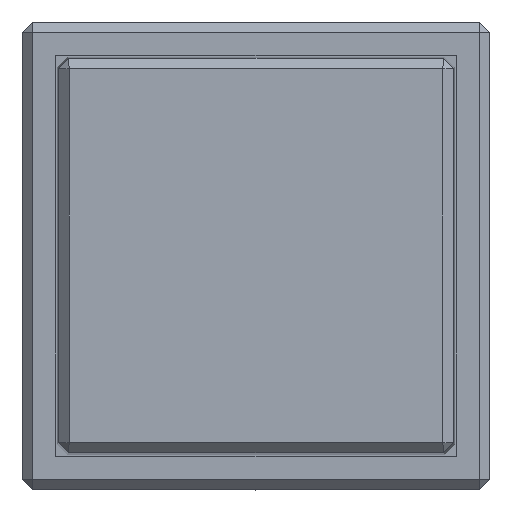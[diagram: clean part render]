
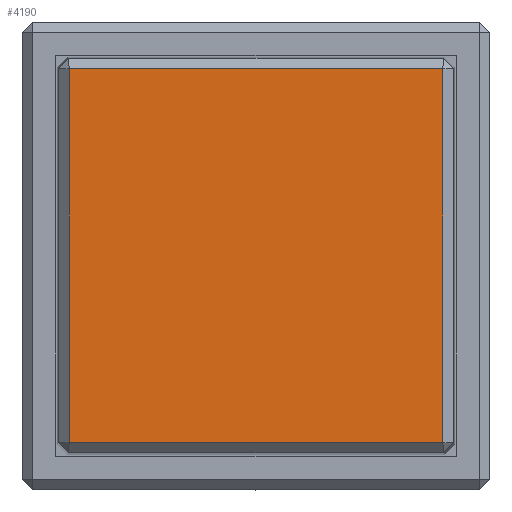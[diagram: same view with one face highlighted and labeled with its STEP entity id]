
A CAD part, top view. The second image highlights one B-rep face of the part: STEP entity #4190.
In plain terms, the highlighted planar face has unit normal (0, 0, 1).
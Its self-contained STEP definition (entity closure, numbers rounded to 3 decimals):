
#50 = VECTOR ( 'NONE', #174, 1000. ) ;
#174 = DIRECTION ( 'NONE',  ( 0., 1., 0. ) ) ;
#474 = CARTESIAN_POINT ( 'NONE',  ( 5.597, -5.597, 4.7 ) ) ;
#540 = EDGE_CURVE ( 'NONE', #2527, #3477, #5938, .T. ) ;
#650 = EDGE_CURVE ( 'NONE', #2491, #3477, #4189, .T. ) ;
#921 = AXIS2_PLACEMENT_3D ( 'NONE', #474, #2350, #4230 ) ;
#1037 = DIRECTION ( 'NONE',  ( -1., 0., 0. ) ) ;
#1095 = VERTEX_POINT ( 'NONE', #5780 ) ;
#1717 = CARTESIAN_POINT ( 'NONE',  ( 0., -5.597, 4.7 ) ) ;
#1834 = DIRECTION ( 'NONE',  ( 0., -1., 0. ) ) ;
#2350 = DIRECTION ( 'NONE',  ( 0., 0., -1. ) ) ;
#2379 = EDGE_LOOP ( 'NONE', ( #4231, #3259, #2526, #3514 ) ) ;
#2401 = VECTOR ( 'NONE', #1834, 1000. ) ;
#2470 = CARTESIAN_POINT ( 'NONE',  ( 5.597, -5.597, 4.7 ) ) ;
#2491 = VERTEX_POINT ( 'NONE', #3812 ) ;
#2501 = VECTOR ( 'NONE', #1037, 1000. ) ;
#2515 = LINE ( 'NONE', #4395, #50 ) ;
#2526 = ORIENTED_EDGE ( 'NONE', *, *, #540, .T. ) ;
#2527 = VERTEX_POINT ( 'NONE', #4771 ) ;
#2825 = FACE_OUTER_BOUND ( 'NONE', #2379, .T. ) ;
#3259 = ORIENTED_EDGE ( 'NONE', *, *, #4345, .F. ) ;
#3388 = LINE ( 'NONE', #5269, #2501 ) ;
#3477 = VERTEX_POINT ( 'NONE', #2470 ) ;
#3514 = ORIENTED_EDGE ( 'NONE', *, *, #650, .F. ) ;
#3616 = DIRECTION ( 'NONE',  ( 1., 0., 0. ) ) ;
#3783 = EDGE_CURVE ( 'NONE', #2491, #1095, #3388, .T. ) ;
#3812 = CARTESIAN_POINT ( 'NONE',  ( 5.597, 5.597, 4.7 ) ) ;
#4189 = LINE ( 'NONE', #6058, #2401 ) ;
#4190 = ADVANCED_FACE ( 'NONE', ( #2825 ), #4699, .F. ) ;
#4230 = DIRECTION ( 'NONE',  ( -1., 0., 0. ) ) ;
#4231 = ORIENTED_EDGE ( 'NONE', *, *, #3783, .T. ) ;
#4345 = EDGE_CURVE ( 'NONE', #2527, #1095, #2515, .T. ) ;
#4366 = VECTOR ( 'NONE', #3616, 1000. ) ;
#4395 = CARTESIAN_POINT ( 'NONE',  ( -5.597, 0., 4.7 ) ) ;
#4699 = PLANE ( 'NONE',  #921 ) ;
#4771 = CARTESIAN_POINT ( 'NONE',  ( -5.597, -5.597, 4.7 ) ) ;
#5269 = CARTESIAN_POINT ( 'NONE',  ( 0., 5.597, 4.7 ) ) ;
#5780 = CARTESIAN_POINT ( 'NONE',  ( -5.597, 5.597, 4.7 ) ) ;
#5938 = LINE ( 'NONE', #1717, #4366 ) ;
#6058 = CARTESIAN_POINT ( 'NONE',  ( 5.597, 0., 4.7 ) ) ;
